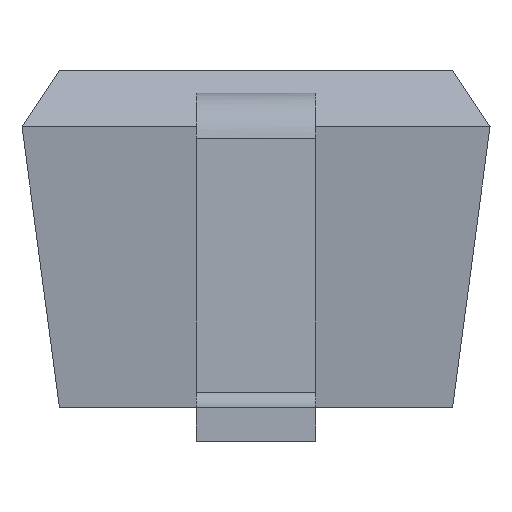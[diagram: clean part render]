
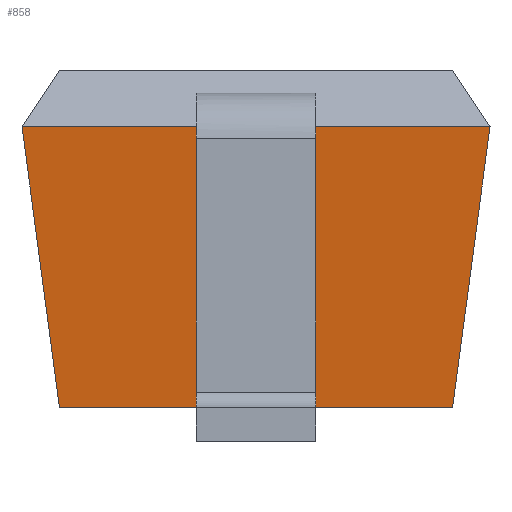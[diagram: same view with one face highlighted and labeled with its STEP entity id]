
A CAD part, left-side view. The second image highlights one B-rep face of the part: STEP entity #858.
In plain terms, the highlighted planar face has unit normal (0.993, 0, 0.115).
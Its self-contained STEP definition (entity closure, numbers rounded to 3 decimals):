
#296 = LINE ( 'NONE', #6025, #4532 ) ;
#317 = EDGE_CURVE ( 'NONE', #5996, #4082, #296, .T. ) ;
#790 = AXIS2_PLACEMENT_3D ( 'NONE', #2963, #4836, #5841 ) ;
#857 = DIRECTION ( 'NONE',  ( -0.114, 0.131, 0.985 ) ) ;
#858 = ADVANCED_FACE ( 'NONE', ( #5223 ), #3755, .T. ) ;
#899 = CARTESIAN_POINT ( 'NONE',  ( -0.937, 1.25, 0.75 ) ) ;
#913 = VECTOR ( 'NONE', #857, 1000. ) ;
#960 = LINE ( 'NONE', #5337, #1116 ) ;
#1116 = VECTOR ( 'NONE', #2434, 1000. ) ;
#1357 = CARTESIAN_POINT ( 'NONE',  ( -0.85, 0.1, 0. ) ) ;
#1658 = CARTESIAN_POINT ( 'NONE',  ( -0.937, 1.25, 0.75 ) ) ;
#1773 = ORIENTED_EDGE ( 'NONE', *, *, #2230, .T. ) ;
#1989 = VECTOR ( 'NONE', #4369, 1000. ) ;
#2230 = EDGE_CURVE ( 'NONE', #4633, #4956, #5231, .T. ) ;
#2434 = DIRECTION ( 'NONE',  ( 0., -1., 0. ) ) ;
#2491 = DIRECTION ( 'NONE',  ( -0.114, -0.131, 0.985 ) ) ;
#2677 = CARTESIAN_POINT ( 'NONE',  ( -0.85, 1.15, 0. ) ) ;
#2681 = LINE ( 'NONE', #3450, #3946 ) ;
#2963 = CARTESIAN_POINT ( 'NONE',  ( -0.937, 1.25, 0.75 ) ) ;
#2983 = ORIENTED_EDGE ( 'NONE', *, *, #4379, .F. ) ;
#3100 = DIRECTION ( 'NONE',  ( 0., -1., 0. ) ) ;
#3160 = DIRECTION ( 'NONE',  ( 0., -1., 0. ) ) ;
#3450 = CARTESIAN_POINT ( 'NONE',  ( -0.85, 0.1, 0. ) ) ;
#3522 = CARTESIAN_POINT ( 'NONE',  ( -0.937, 0., 0.75 ) ) ;
#3548 = EDGE_CURVE ( 'NONE', #4917, #5996, #4585, .T. ) ;
#3675 = ORIENTED_EDGE ( 'NONE', *, *, #3548, .T. ) ;
#3755 = PLANE ( 'NONE',  #790 ) ;
#3822 = CARTESIAN_POINT ( 'NONE',  ( -0.937, 1.25, 0.75 ) ) ;
#3837 = ORIENTED_EDGE ( 'NONE', *, *, #3972, .F. ) ;
#3895 = EDGE_LOOP ( 'NONE', ( #3837, #2983, #3675, #4016, #4848, #1773 ) ) ;
#3946 = VECTOR ( 'NONE', #2491, 1000. ) ;
#3972 = EDGE_CURVE ( 'NONE', #4913, #4956, #2681, .T. ) ;
#4016 = ORIENTED_EDGE ( 'NONE', *, *, #317, .T. ) ;
#4082 = VERTEX_POINT ( 'NONE', #5420 ) ;
#4249 = CARTESIAN_POINT ( 'NONE',  ( -0.937, 0.465, 0.75 ) ) ;
#4369 = DIRECTION ( 'NONE',  ( 0., -1., 0. ) ) ;
#4379 = EDGE_CURVE ( 'NONE', #4917, #4913, #960, .T. ) ;
#4532 = VECTOR ( 'NONE', #3160, 1000. ) ;
#4578 = LINE ( 'NONE', #1658, #4685 ) ;
#4585 = LINE ( 'NONE', #2677, #913 ) ;
#4633 = VERTEX_POINT ( 'NONE', #4249 ) ;
#4685 = VECTOR ( 'NONE', #3100, 1000. ) ;
#4836 = DIRECTION ( 'NONE',  ( 0.993, 0., 0.115 ) ) ;
#4848 = ORIENTED_EDGE ( 'NONE', *, *, #4965, .T. ) ;
#4913 = VERTEX_POINT ( 'NONE', #1357 ) ;
#4917 = VERTEX_POINT ( 'NONE', #5098 ) ;
#4956 = VERTEX_POINT ( 'NONE', #3522 ) ;
#4965 = EDGE_CURVE ( 'NONE', #4082, #4633, #4578, .T. ) ;
#5098 = CARTESIAN_POINT ( 'NONE',  ( -0.85, 1.15, 0. ) ) ;
#5223 = FACE_OUTER_BOUND ( 'NONE', #3895, .T. ) ;
#5231 = LINE ( 'NONE', #3822, #1989 ) ;
#5337 = CARTESIAN_POINT ( 'NONE',  ( -0.85, 1.25, 0. ) ) ;
#5420 = CARTESIAN_POINT ( 'NONE',  ( -0.937, 0.785, 0.75 ) ) ;
#5841 = DIRECTION ( 'NONE',  ( 0.115, 0., -0.993 ) ) ;
#5996 = VERTEX_POINT ( 'NONE', #899 ) ;
#6025 = CARTESIAN_POINT ( 'NONE',  ( -0.937, 1.25, 0.75 ) ) ;
